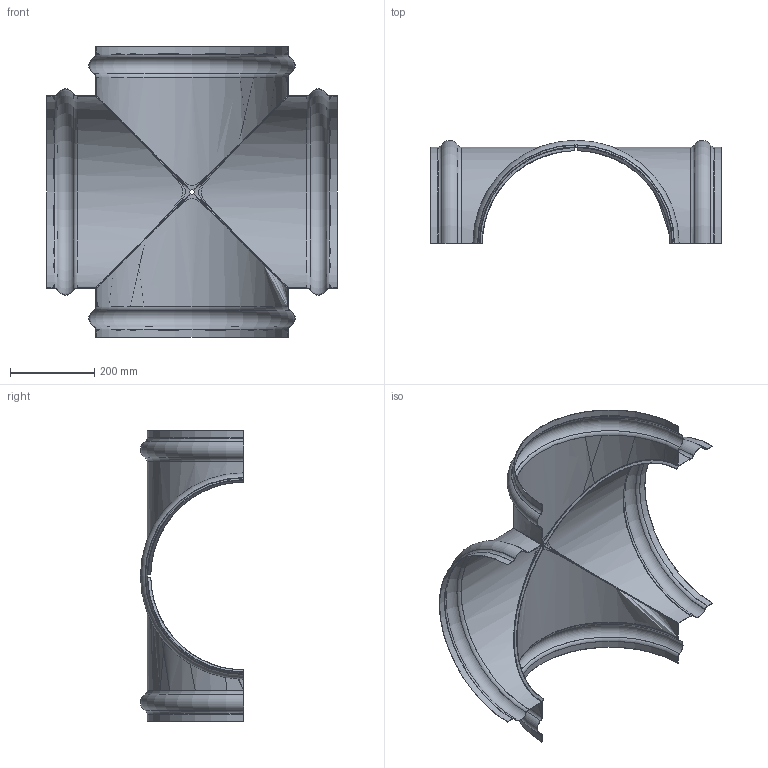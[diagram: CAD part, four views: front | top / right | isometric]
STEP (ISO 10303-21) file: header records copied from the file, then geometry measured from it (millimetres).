
FILE_DESCRIPTION((''),'2;1');
FILE_NAME('4009003015718-Kreuzverteiler K30.stp','2014-02-13T08:19:55',('praktikant'),(''),'Autodesk Inventor 2013','Autodesk Inventor 2013','');
FILE_SCHEMA(('AUTOMOTIVE_DESIGN { 1 0 10303 214 1 1 1 1 }'));
Length unit declared in the file: millimetre
Products named in the file (3): 4009003015718-Kreuzverteiler K30; 4009003015718-Teil1; 4009003015718-Teil2
Assembly tree (3 placements, depth 2):
  4009003015718-Kreuzverteiler K30
    4009003015718-Teil1
    4009003015718-Teil2  x2
Bounding box: 690 x 245 x 690 mm (x, y, z)
Volume: 664133.7 mm3; surface area: 1292343.7 mm2
Topology: 3 solids, 3 shells, 125 faces, 330 edges, 210 vertices
Faces by surface type: plane 56, bspline 24, torus 24, cylinder 21
Entity records: 4287 total; most frequent: CARTESIAN_POINT 1834, ORIENTED_EDGE 516, DIRECTION 487, EDGE_CURVE 258, AXIS2_PLACEMENT_3D 189, VERTEX_POINT 168, VECTOR 109, LINE 109
